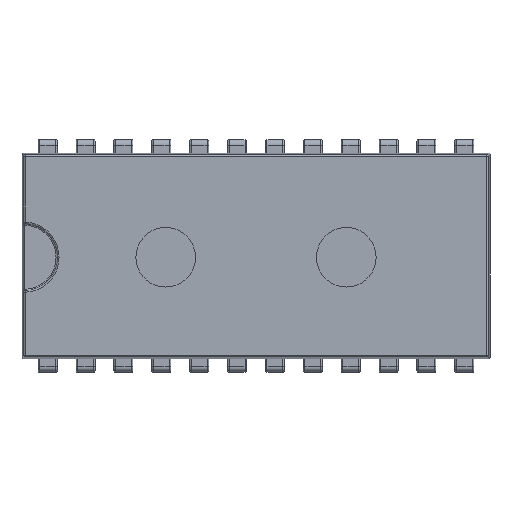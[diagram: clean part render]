
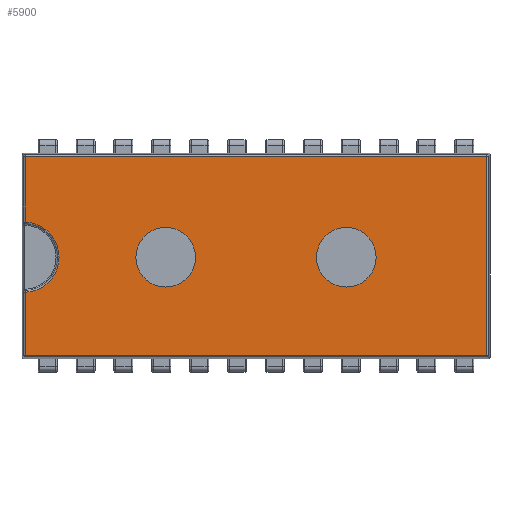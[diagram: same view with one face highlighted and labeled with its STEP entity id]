
A CAD part, top view. The second image highlights one B-rep face of the part: STEP entity #5900.
In plain terms, the highlighted planar face has unit normal (0, 0, 1).
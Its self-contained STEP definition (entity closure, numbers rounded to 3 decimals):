
#119=FACE_BOUND('',#846,.T.);
#120=FACE_BOUND('',#847,.T.);
#263=PLANE('',#6490);
#519=FACE_OUTER_BOUND('',#845,.T.);
#845=EDGE_LOOP('',(#4714,#4715,#4716,#4717,#4718,#4719));
#846=EDGE_LOOP('',(#4720));
#847=EDGE_LOOP('',(#4721));
#1504=LINE('',#10342,#2060);
#1505=LINE('',#10346,#2061);
#1506=LINE('',#10348,#2062);
#1507=LINE('',#10350,#2063);
#1508=LINE('',#10351,#2064);
#2060=VECTOR('',#7988,10.);
#2061=VECTOR('',#7993,10.);
#2062=VECTOR('',#7994,10.);
#2063=VECTOR('',#7995,10.);
#2064=VECTOR('',#7996,10.);
#2290=CIRCLE('',#6480,2.35);
#2295=CIRCLE('',#6491,2.);
#2296=CIRCLE('',#6492,2.);
#2831=VERTEX_POINT('',#10298);
#2832=VERTEX_POINT('',#10300);
#2838=VERTEX_POINT('',#10341);
#2839=VERTEX_POINT('',#10345);
#2840=VERTEX_POINT('',#10347);
#2841=VERTEX_POINT('',#10349);
#2842=VERTEX_POINT('',#10352);
#2843=VERTEX_POINT('',#10354);
#3578=EDGE_CURVE('',#2832,#2831,#2290,.T.);
#3588=EDGE_CURVE('',#2831,#2838,#1504,.T.);
#3590=EDGE_CURVE('',#2839,#2832,#1505,.T.);
#3591=EDGE_CURVE('',#2840,#2839,#1506,.T.);
#3592=EDGE_CURVE('',#2841,#2840,#1507,.T.);
#3593=EDGE_CURVE('',#2838,#2841,#1508,.T.);
#3594=EDGE_CURVE('',#2842,#2842,#2295,.T.);
#3595=EDGE_CURVE('',#2843,#2843,#2296,.T.);
#4714=ORIENTED_EDGE('',*,*,#3578,.F.);
#4715=ORIENTED_EDGE('',*,*,#3590,.F.);
#4716=ORIENTED_EDGE('',*,*,#3591,.F.);
#4717=ORIENTED_EDGE('',*,*,#3592,.F.);
#4718=ORIENTED_EDGE('',*,*,#3593,.F.);
#4719=ORIENTED_EDGE('',*,*,#3588,.F.);
#4720=ORIENTED_EDGE('',*,*,#3594,.T.);
#4721=ORIENTED_EDGE('',*,*,#3595,.T.);
#5900=ADVANCED_FACE('',(#519,#119,#120),#263,.T.);
#6480=AXIS2_PLACEMENT_3D('',#10302,#7965,#7966);
#6490=AXIS2_PLACEMENT_3D('',#10344,#7991,#7992);
#6491=AXIS2_PLACEMENT_3D('',#10353,#7997,#7998);
#6492=AXIS2_PLACEMENT_3D('',#10355,#7999,#8000);
#7965=DIRECTION('center_axis',(0.,0.,1.));
#7966=DIRECTION('ref_axis',(1.,0.,0.));
#7988=DIRECTION('',(0.,1.,0.));
#7991=DIRECTION('center_axis',(0.,0.,1.));
#7992=DIRECTION('ref_axis',(1.,0.,0.));
#7993=DIRECTION('',(0.,1.,0.));
#7994=DIRECTION('',(-1.,0.,0.));
#7995=DIRECTION('',(0.,-1.,0.));
#7996=DIRECTION('',(1.,0.,0.));
#7997=DIRECTION('center_axis',(0.,0.,-1.));
#7998=DIRECTION('ref_axis',(-1.,0.,0.));
#7999=DIRECTION('center_axis',(0.,0.,-1.));
#8000=DIRECTION('ref_axis',(-1.,0.,0.));
#10298=CARTESIAN_POINT('',(-0.772,10.158,3.85));
#10300=CARTESIAN_POINT('',(-0.772,5.462,3.85));
#10302=CARTESIAN_POINT('Origin',(-0.865,7.81,3.85));
#10341=CARTESIAN_POINT('',(-0.772,14.572,3.85));
#10342=CARTESIAN_POINT('',(-0.772,9.625,3.85));
#10344=CARTESIAN_POINT('Origin',(14.69,7.9,3.85));
#10345=CARTESIAN_POINT('',(-0.772,1.228,3.85));
#10346=CARTESIAN_POINT('',(-0.772,9.625,3.85));
#10347=CARTESIAN_POINT('',(30.152,1.228,3.85));
#10348=CARTESIAN_POINT('',(10.768,1.228,3.85));
#10349=CARTESIAN_POINT('',(30.152,14.572,3.85));
#10350=CARTESIAN_POINT('',(30.152,6.175,3.85));
#10351=CARTESIAN_POINT('',(18.613,14.572,3.85));
#10352=CARTESIAN_POINT('',(22.745,7.811,3.85));
#10353=CARTESIAN_POINT('Origin',(20.745,7.811,3.85));
#10354=CARTESIAN_POINT('',(10.635,7.811,3.85));
#10355=CARTESIAN_POINT('Origin',(8.635,7.811,3.85));
